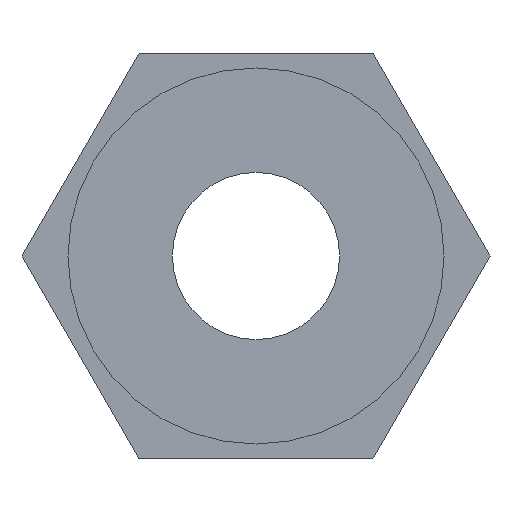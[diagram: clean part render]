
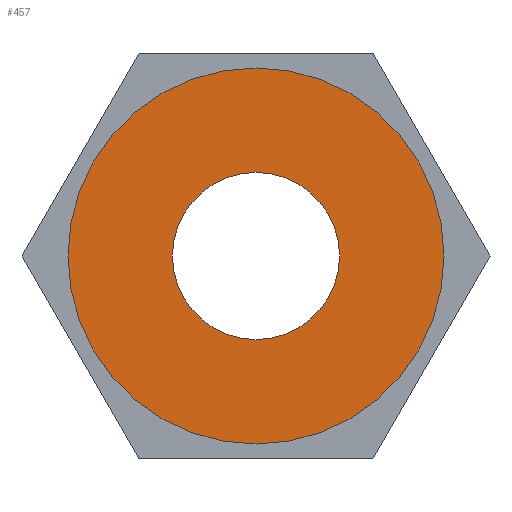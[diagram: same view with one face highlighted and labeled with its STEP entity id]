
A CAD part, front view. The second image highlights one B-rep face of the part: STEP entity #457.
In plain terms, the highlighted planar face has unit normal (0, -1, 0).
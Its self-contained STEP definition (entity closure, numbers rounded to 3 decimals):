
#6 = CIRCLE ( 'NONE', #277, 2.25 ) ;
#8 = DIRECTION ( 'NONE',  ( 0., 0., -1. ) ) ;
#29 = DIRECTION ( 'NONE',  ( 0., 0., 1. ) ) ;
#71 = PLANE ( 'NONE',  #119 ) ;
#72 = EDGE_CURVE ( 'NONE', #335, #163, #6, .T. ) ;
#74 = AXIS2_PLACEMENT_3D ( 'NONE', #361, #151, #8 ) ;
#89 = ORIENTED_EDGE ( 'NONE', *, *, #247, .F. ) ;
#90 = AXIS2_PLACEMENT_3D ( 'NONE', #328, #123, #198 ) ;
#93 = EDGE_LOOP ( 'NONE', ( #423, #89 ) ) ;
#96 = CARTESIAN_POINT ( 'NONE',  ( 0., -3.5, 2.25 ) ) ;
#108 = CARTESIAN_POINT ( 'NONE',  ( 0., -3.5, 0. ) ) ;
#109 = DIRECTION ( 'NONE',  ( 0., 1., 0. ) ) ;
#119 = AXIS2_PLACEMENT_3D ( 'NONE', #178, #109, #29 ) ;
#123 = DIRECTION ( 'NONE',  ( 0., -1., 0. ) ) ;
#151 = DIRECTION ( 'NONE',  ( 0., -1., 0. ) ) ;
#158 = CIRCLE ( 'NONE', #399, 2.25 ) ;
#163 = VERTEX_POINT ( 'NONE', #405 ) ;
#178 = CARTESIAN_POINT ( 'NONE',  ( 0., -3.5, 0. ) ) ;
#188 = VERTEX_POINT ( 'NONE', #245 ) ;
#198 = DIRECTION ( 'NONE',  ( 0., 0., -1. ) ) ;
#200 = DIRECTION ( 'NONE',  ( 0., 0., -1. ) ) ;
#207 = ORIENTED_EDGE ( 'NONE', *, *, #72, .T. ) ;
#233 = EDGE_LOOP ( 'NONE', ( #425, #207 ) ) ;
#245 = CARTESIAN_POINT ( 'NONE',  ( 0., -3.5, -1. ) ) ;
#247 = EDGE_CURVE ( 'NONE', #439, #188, #333, .T. ) ;
#277 = AXIS2_PLACEMENT_3D ( 'NONE', #108, #307, #445 ) ;
#283 = CARTESIAN_POINT ( 'NONE',  ( 0., -3.5, 1. ) ) ;
#303 = EDGE_CURVE ( 'NONE', #188, #439, #401, .T. ) ;
#307 = DIRECTION ( 'NONE',  ( 0., -1., 0. ) ) ;
#328 = CARTESIAN_POINT ( 'NONE',  ( 0., -3.5, 0. ) ) ;
#333 = CIRCLE ( 'NONE', #74, 1. ) ;
#334 = CARTESIAN_POINT ( 'NONE',  ( 0., -3.5, 0. ) ) ;
#335 = VERTEX_POINT ( 'NONE', #96 ) ;
#352 = FACE_BOUND ( 'NONE', #93, .T. ) ;
#361 = CARTESIAN_POINT ( 'NONE',  ( 0., -3.5, 0. ) ) ;
#362 = EDGE_CURVE ( 'NONE', #163, #335, #158, .T. ) ;
#374 = FACE_OUTER_BOUND ( 'NONE', #233, .T. ) ;
#399 = AXIS2_PLACEMENT_3D ( 'NONE', #334, #407, #200 ) ;
#401 = CIRCLE ( 'NONE', #90, 1. ) ;
#405 = CARTESIAN_POINT ( 'NONE',  ( 0., -3.5, -2.25 ) ) ;
#407 = DIRECTION ( 'NONE',  ( 0., -1., 0. ) ) ;
#423 = ORIENTED_EDGE ( 'NONE', *, *, #303, .F. ) ;
#425 = ORIENTED_EDGE ( 'NONE', *, *, #362, .T. ) ;
#439 = VERTEX_POINT ( 'NONE', #283 ) ;
#445 = DIRECTION ( 'NONE',  ( 0., 0., -1. ) ) ;
#457 = ADVANCED_FACE ( 'NONE', ( #352, #374 ), #71, .F. ) ;
